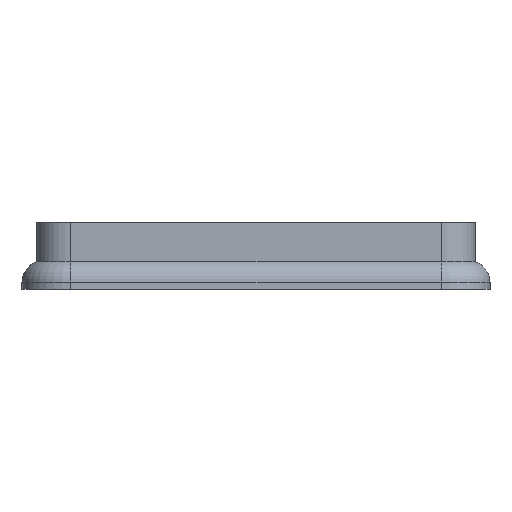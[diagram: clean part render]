
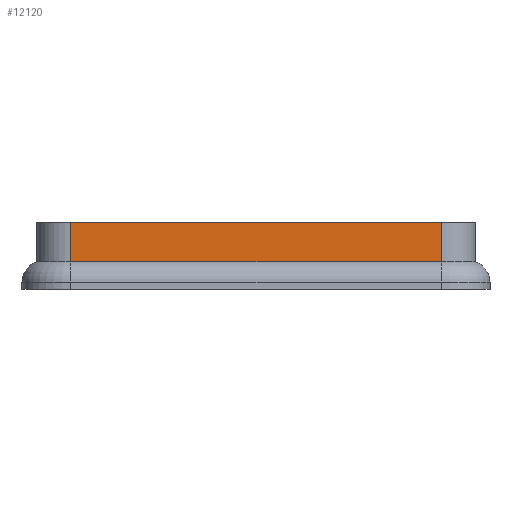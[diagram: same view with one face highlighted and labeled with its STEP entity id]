
A CAD part, left-side view. The second image highlights one B-rep face of the part: STEP entity #12120.
In plain terms, the highlighted planar face has unit normal (-1, 0, 0).
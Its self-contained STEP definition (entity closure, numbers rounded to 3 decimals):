
#3080=CARTESIAN_POINT('',(-43.,21.75,-4.586));
#3090=VERTEX_POINT('',#3080);
#3480=CARTESIAN_POINT('',(-43.,-21.75,-4.586));
#3490=VERTEX_POINT('',#3480);
#3520=CARTESIAN_POINT('',(-43.,-21.75,-4.123));
#3530=DIRECTION('',(0.,0.,1.));
#3540=VECTOR('',#3530,1.);
#3550=LINE('',#3520,#3540);
#3560=CARTESIAN_POINT('',(-43.,-21.75,0.));
#3570=VERTEX_POINT('',#3560);
#3580=EDGE_CURVE('',#3490,#3570,#3550,.T.);
#6380=CARTESIAN_POINT('',(-43.,0.,0.));
#6390=DIRECTION('',(0.,-1.,0.));
#6400=VECTOR('',#6390,1.);
#6410=LINE('',#6380,#6400);
#6420=CARTESIAN_POINT('',(-43.,21.75,0.));
#6430=VERTEX_POINT('',#6420);
#6440=EDGE_CURVE('',#6430,#3570,#6410,.T.);
#7530=CARTESIAN_POINT('',(-43.,21.75,-0.3));
#7540=DIRECTION('',(0.,0.,-1.));
#7550=VECTOR('',#7540,1.);
#7560=LINE('',#7530,#7550);
#7570=EDGE_CURVE('',#6430,#3090,#7560,.T.);
#8780=CARTESIAN_POINT('',(-43.,-21.75,-4.586));
#8790=DIRECTION('',(0.,1.,0.));
#8800=VECTOR('',#8790,1.);
#8810=LINE('',#8780,#8800);
#8820=EDGE_CURVE('',#3490,#3090,#8810,.T.);
#12010=CARTESIAN_POINT('',(-43.,-21.75,-4.123));
#12020=DIRECTION('',(-1.,0.,0.));
#12030=DIRECTION('',(0.,0.,1.));
#12040=AXIS2_PLACEMENT_3D('',#12010,#12020,#12030);
#12050=PLANE('',#12040);
#12060=ORIENTED_EDGE('',*,*,#7570,.T.);
#12070=ORIENTED_EDGE('',*,*,#6440,.F.);
#12080=ORIENTED_EDGE('',*,*,#3580,.T.);
#12090=ORIENTED_EDGE('',*,*,#8820,.F.);
#12100=EDGE_LOOP('',(#12090,#12080,#12070,#12060));
#12110=FACE_OUTER_BOUND('',#12100,.T.);
#12120=ADVANCED_FACE('',(#12110),#12050,.T.);
